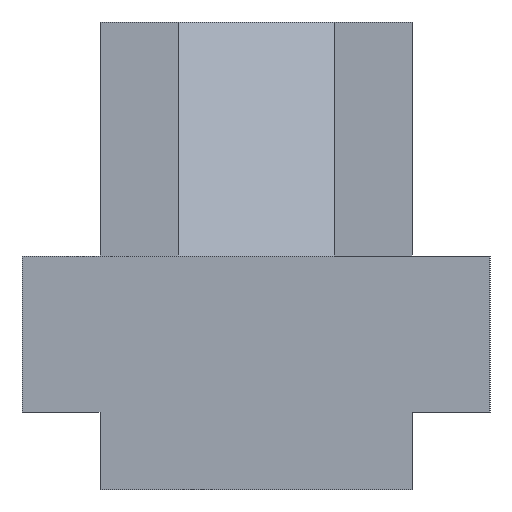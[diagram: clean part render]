
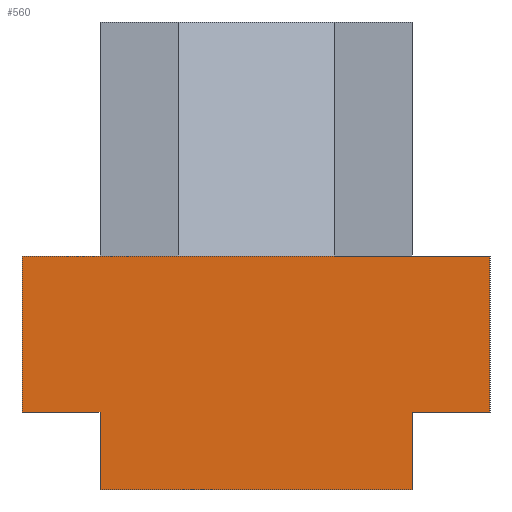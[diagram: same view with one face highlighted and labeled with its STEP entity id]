
A CAD part, left-side view. The second image highlights one B-rep face of the part: STEP entity #560.
In plain terms, the highlighted planar face has unit normal (-1, 0, 0).
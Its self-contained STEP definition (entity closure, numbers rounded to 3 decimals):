
#42=FACE_OUTER_BOUND('',#72,.T.);
#72=EDGE_LOOP('',(#485,#486,#487,#488,#489,#490,#491,#492,#493,#494));
#88=LINE('',#775,#164);
#95=LINE('',#788,#171);
#102=LINE('',#802,#178);
#134=LINE('',#867,#210);
#136=LINE('',#872,#212);
#139=LINE('',#876,#215);
#141=LINE('',#881,#217);
#147=LINE('',#892,#223);
#148=LINE('',#895,#224);
#149=LINE('',#896,#225);
#164=VECTOR('',#632,10.);
#171=VECTOR('',#641,10.);
#178=VECTOR('',#654,10.);
#210=VECTOR('',#712,10.);
#212=VECTOR('',#716,10.);
#215=VECTOR('',#721,10.);
#217=VECTOR('',#725,10.);
#223=VECTOR('',#735,10.);
#224=VECTOR('',#738,10.);
#225=VECTOR('',#739,10.);
#236=VERTEX_POINT('',#772);
#237=VERTEX_POINT('',#774);
#241=VERTEX_POINT('',#783);
#246=VERTEX_POINT('',#801);
#264=VERTEX_POINT('',#861);
#266=VERTEX_POINT('',#865);
#268=VERTEX_POINT('',#870);
#269=VERTEX_POINT('',#878);
#273=VERTEX_POINT('',#890);
#274=VERTEX_POINT('',#894);
#288=EDGE_CURVE('',#236,#237,#88,.T.);
#295=EDGE_CURVE('',#237,#241,#95,.T.);
#302=EDGE_CURVE('',#241,#246,#102,.T.);
#334=EDGE_CURVE('',#264,#266,#134,.T.);
#336=EDGE_CURVE('',#268,#236,#136,.T.);
#339=EDGE_CURVE('',#266,#246,#139,.T.);
#341=EDGE_CURVE('',#268,#269,#141,.T.);
#347=EDGE_CURVE('',#269,#273,#147,.T.);
#348=EDGE_CURVE('',#274,#273,#148,.T.);
#349=EDGE_CURVE('',#264,#274,#149,.T.);
#485=ORIENTED_EDGE('',*,*,#347,.T.);
#486=ORIENTED_EDGE('',*,*,#348,.F.);
#487=ORIENTED_EDGE('',*,*,#349,.F.);
#488=ORIENTED_EDGE('',*,*,#334,.T.);
#489=ORIENTED_EDGE('',*,*,#339,.T.);
#490=ORIENTED_EDGE('',*,*,#302,.F.);
#491=ORIENTED_EDGE('',*,*,#295,.F.);
#492=ORIENTED_EDGE('',*,*,#288,.F.);
#493=ORIENTED_EDGE('',*,*,#336,.F.);
#494=ORIENTED_EDGE('',*,*,#341,.T.);
#530=PLANE('',#604);
#560=ADVANCED_FACE('',(#42),#530,.T.);
#604=AXIS2_PLACEMENT_3D('',#893,#736,#737);
#632=DIRECTION('',(0.,-1.,0.));
#641=DIRECTION('',(0.,-1.,0.));
#654=DIRECTION('',(0.,-1.,0.));
#712=DIRECTION('',(0.,-1.,0.));
#716=DIRECTION('',(0.,0.,1.));
#721=DIRECTION('',(0.,0.,1.));
#725=DIRECTION('',(0.,-1.,0.));
#735=DIRECTION('',(0.,0.,-1.));
#736=DIRECTION('center_axis',(-1.,0.,0.));
#737=DIRECTION('ref_axis',(0.,1.,0.));
#738=DIRECTION('',(0.,1.,0.));
#739=DIRECTION('',(0.,0.,-1.));
#772=CARTESIAN_POINT('',(0.,60.,20.));
#774=CARTESIAN_POINT('',(0.,40.,20.));
#775=CARTESIAN_POINT('',(0.,60.,20.));
#783=CARTESIAN_POINT('',(0.,20.,20.));
#788=CARTESIAN_POINT('',(0.,60.,20.));
#801=CARTESIAN_POINT('',(0.,0.,20.));
#802=CARTESIAN_POINT('',(0.,60.,20.));
#861=CARTESIAN_POINT('',(0.,10.,0.));
#865=CARTESIAN_POINT('',(0.,0.,0.));
#867=CARTESIAN_POINT('',(0.,60.,0.));
#870=CARTESIAN_POINT('',(0.,60.,0.));
#872=CARTESIAN_POINT('',(0.,60.,0.));
#876=CARTESIAN_POINT('',(0.,0.,0.));
#878=CARTESIAN_POINT('',(0.,50.,0.));
#881=CARTESIAN_POINT('',(0.,60.,0.));
#890=CARTESIAN_POINT('',(0.,50.,-10.));
#892=CARTESIAN_POINT('',(0.,50.,0.));
#893=CARTESIAN_POINT('Origin',(0.,10.,0.));
#894=CARTESIAN_POINT('',(0.,10.,-10.));
#895=CARTESIAN_POINT('',(0.,10.,-10.));
#896=CARTESIAN_POINT('',(0.,10.,0.));
